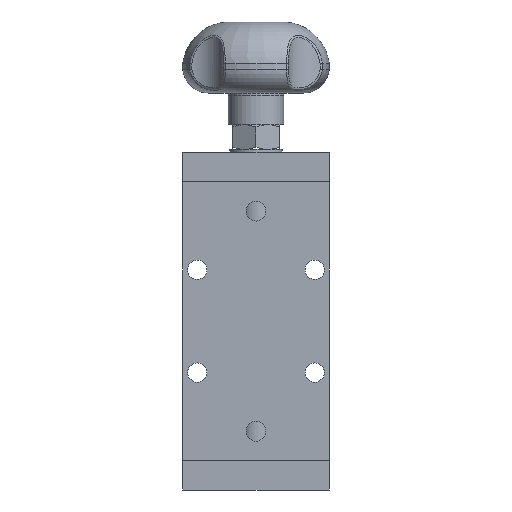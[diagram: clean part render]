
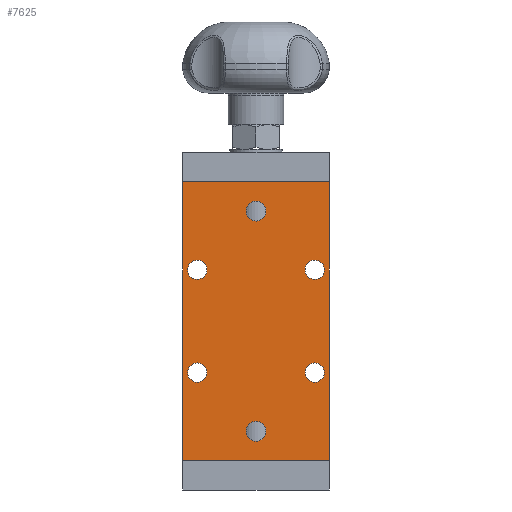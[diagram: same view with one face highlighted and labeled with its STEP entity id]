
A CAD part, front view. The second image highlights one B-rep face of the part: STEP entity #7625.
In plain terms, the highlighted planar face has unit normal (0, -1, 0).
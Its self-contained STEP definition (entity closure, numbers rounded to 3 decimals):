
#78 = CIRCLE ( 'NONE', #10310, 3.4 ) ;
#290 = LINE ( 'NONE', #6937, #14067 ) ;
#304 = AXIS2_PLACEMENT_3D ( 'NONE', #14193, #4264, #907 ) ;
#539 = CARTESIAN_POINT ( 'NONE',  ( 20., 0., 14.2 ) ) ;
#546 = VECTOR ( 'NONE', #14143, 1000. ) ;
#669 = DIRECTION ( 'NONE',  ( 0., 0., 1. ) ) ;
#682 = AXIS2_PLACEMENT_3D ( 'NONE', #12819, #11647, #12606 ) ;
#736 = VERTEX_POINT ( 'NONE', #13249 ) ;
#866 = PLANE ( 'NONE',  #5930 ) ;
#907 = DIRECTION ( 'NONE',  ( 0., 0., 1. ) ) ;
#933 = ORIENTED_EDGE ( 'NONE', *, *, #3405, .T. ) ;
#943 = CARTESIAN_POINT ( 'NONE',  ( -20., 0., 17.5 ) ) ;
#968 = VERTEX_POINT ( 'NONE', #539 ) ;
#989 = AXIS2_PLACEMENT_3D ( 'NONE', #4172, #3884, #12854 ) ;
#1023 = FACE_BOUND ( 'NONE', #10752, .T. ) ;
#1225 = LINE ( 'NONE', #3344, #13836 ) ;
#1341 = EDGE_LOOP ( 'NONE', ( #13213, #5738 ) ) ;
#1489 = CIRCLE ( 'NONE', #989, 3.3 ) ;
#1540 = VERTEX_POINT ( 'NONE', #11121 ) ;
#1570 = DIRECTION ( 'NONE',  ( 0., 0., 1. ) ) ;
#1721 = EDGE_CURVE ( 'NONE', #7897, #13731, #13532, .T. ) ;
#1841 = EDGE_LOOP ( 'NONE', ( #2484, #11010 ) ) ;
#1895 = VERTEX_POINT ( 'NONE', #13234 ) ;
#2028 = ORIENTED_EDGE ( 'NONE', *, *, #11393, .T. ) ;
#2484 = ORIENTED_EDGE ( 'NONE', *, *, #9254, .F. ) ;
#2549 = CIRCLE ( 'NONE', #682, 3.3 ) ;
#2884 = AXIS2_PLACEMENT_3D ( 'NONE', #943, #10051, #14306 ) ;
#3137 = AXIS2_PLACEMENT_3D ( 'NONE', #13692, #4648, #1570 ) ;
#3344 = CARTESIAN_POINT ( 'NONE',  ( 25., 0., 47.5 ) ) ;
#3372 = VERTEX_POINT ( 'NONE', #7210 ) ;
#3405 = EDGE_CURVE ( 'NONE', #968, #4529, #2549, .T. ) ;
#3534 = CARTESIAN_POINT ( 'NONE',  ( 0., 0., 34.1 ) ) ;
#3535 = CARTESIAN_POINT ( 'NONE',  ( 20., 0., -17.5 ) ) ;
#3583 = LINE ( 'NONE', #6944, #11479 ) ;
#3613 = DIRECTION ( 'NONE',  ( 0., 1., 0. ) ) ;
#3647 = EDGE_CURVE ( 'NONE', #7423, #736, #8399, .T. ) ;
#3884 = DIRECTION ( 'NONE',  ( 0., 1., 0. ) ) ;
#3946 = DIRECTION ( 'NONE',  ( 0., 0., -1. ) ) ;
#3960 = CARTESIAN_POINT ( 'NONE',  ( -20., 0., -17.5 ) ) ;
#4046 = AXIS2_PLACEMENT_3D ( 'NONE', #5984, #7952, #11223 ) ;
#4057 = ORIENTED_EDGE ( 'NONE', *, *, #12754, .T. ) ;
#4073 = EDGE_CURVE ( 'NONE', #14287, #1895, #4683, .T. ) ;
#4172 = CARTESIAN_POINT ( 'NONE',  ( -20., 0., 17.5 ) ) ;
#4213 = AXIS2_PLACEMENT_3D ( 'NONE', #3960, #5209, #7457 ) ;
#4264 = DIRECTION ( 'NONE',  ( 0., 1., 0. ) ) ;
#4304 = CARTESIAN_POINT ( 'NONE',  ( 25., 0., 47.5 ) ) ;
#4369 = FACE_BOUND ( 'NONE', #10003, .T. ) ;
#4400 = AXIS2_PLACEMENT_3D ( 'NONE', #8539, #10655, #9558 ) ;
#4444 = CARTESIAN_POINT ( 'NONE',  ( -25., 0., 47.5 ) ) ;
#4504 = CIRCLE ( 'NONE', #304, 3.3 ) ;
#4529 = VERTEX_POINT ( 'NONE', #5319 ) ;
#4627 = ORIENTED_EDGE ( 'NONE', *, *, #9099, .T. ) ;
#4648 = DIRECTION ( 'NONE',  ( 0., 1., 0. ) ) ;
#4683 = CIRCLE ( 'NONE', #4910, 3.4 ) ;
#4910 = AXIS2_PLACEMENT_3D ( 'NONE', #13945, #10718, #3946 ) ;
#5208 = CARTESIAN_POINT ( 'NONE',  ( -20., 0., -17.5 ) ) ;
#5209 = DIRECTION ( 'NONE',  ( 0., 1., 0. ) ) ;
#5220 = CIRCLE ( 'NONE', #4046, 3.4 ) ;
#5230 = VERTEX_POINT ( 'NONE', #9299 ) ;
#5319 = CARTESIAN_POINT ( 'NONE',  ( 20., 0., 20.8 ) ) ;
#5645 = ORIENTED_EDGE ( 'NONE', *, *, #4073, .F. ) ;
#5738 = ORIENTED_EDGE ( 'NONE', *, *, #12567, .T. ) ;
#5772 = EDGE_LOOP ( 'NONE', ( #4057, #14031, #13457, #9986 ) ) ;
#5774 = CARTESIAN_POINT ( 'NONE',  ( -20., 0., -14.2 ) ) ;
#5930 = AXIS2_PLACEMENT_3D ( 'NONE', #4444, #14155, #9909 ) ;
#5984 = CARTESIAN_POINT ( 'NONE',  ( 0., 0., 37.5 ) ) ;
#6030 = EDGE_LOOP ( 'NONE', ( #9786, #9603 ) ) ;
#6422 = FACE_BOUND ( 'NONE', #1841, .T. ) ;
#6641 = CIRCLE ( 'NONE', #3137, 3.3 ) ;
#6673 = ORIENTED_EDGE ( 'NONE', *, *, #7420, .F. ) ;
#6749 = CARTESIAN_POINT ( 'NONE',  ( 0., 0., -37.5 ) ) ;
#6937 = CARTESIAN_POINT ( 'NONE',  ( -25., 0., -47.5 ) ) ;
#6944 = CARTESIAN_POINT ( 'NONE',  ( -25., 0., 47.5 ) ) ;
#7210 = CARTESIAN_POINT ( 'NONE',  ( 25., 0., -47.5 ) ) ;
#7420 = EDGE_CURVE ( 'NONE', #1895, #14287, #5220, .T. ) ;
#7423 = VERTEX_POINT ( 'NONE', #5774 ) ;
#7457 = DIRECTION ( 'NONE',  ( 0., 0., 1. ) ) ;
#7625 = ADVANCED_FACE ( 'NONE', ( #13272, #4369, #11955, #14304, #6422, #1023, #7805 ), #866, .F. ) ;
#7645 = VERTEX_POINT ( 'NONE', #4304 ) ;
#7805 = FACE_OUTER_BOUND ( 'NONE', #5772, .T. ) ;
#7897 = VERTEX_POINT ( 'NONE', #10656 ) ;
#7952 = DIRECTION ( 'NONE',  ( 0., -1., 0. ) ) ;
#7966 = EDGE_CURVE ( 'NONE', #8302, #8698, #1489, .T. ) ;
#8059 = DIRECTION ( 'NONE',  ( 0., 0., 1. ) ) ;
#8302 = VERTEX_POINT ( 'NONE', #9401 ) ;
#8399 = CIRCLE ( 'NONE', #4213, 3.3 ) ;
#8409 = VERTEX_POINT ( 'NONE', #11077 ) ;
#8420 = EDGE_CURVE ( 'NONE', #8698, #8302, #9167, .T. ) ;
#8539 = CARTESIAN_POINT ( 'NONE',  ( 0., 0., -37.5 ) ) ;
#8698 = VERTEX_POINT ( 'NONE', #9523 ) ;
#9099 = EDGE_CURVE ( 'NONE', #13731, #7897, #4504, .T. ) ;
#9167 = CIRCLE ( 'NONE', #2884, 3.3 ) ;
#9254 = EDGE_CURVE ( 'NONE', #8409, #9265, #78, .T. ) ;
#9265 = VERTEX_POINT ( 'NONE', #12281 ) ;
#9299 = CARTESIAN_POINT ( 'NONE',  ( -25., 0., 47.5 ) ) ;
#9401 = CARTESIAN_POINT ( 'NONE',  ( -20., 0., 20.8 ) ) ;
#9523 = CARTESIAN_POINT ( 'NONE',  ( -20., 0., 14.2 ) ) ;
#9558 = DIRECTION ( 'NONE',  ( 0., 0., -1. ) ) ;
#9603 = ORIENTED_EDGE ( 'NONE', *, *, #8420, .T. ) ;
#9674 = CARTESIAN_POINT ( 'NONE',  ( -25., 0., 47.5 ) ) ;
#9786 = ORIENTED_EDGE ( 'NONE', *, *, #7966, .T. ) ;
#9909 = DIRECTION ( 'NONE',  ( 0., 0., 1. ) ) ;
#9986 = ORIENTED_EDGE ( 'NONE', *, *, #10166, .T. ) ;
#10003 = EDGE_LOOP ( 'NONE', ( #2028, #933 ) ) ;
#10051 = DIRECTION ( 'NONE',  ( 0., 1., 0. ) ) ;
#10089 = DIRECTION ( 'NONE',  ( 0., 0., -1. ) ) ;
#10166 = EDGE_CURVE ( 'NONE', #5230, #1540, #3583, .T. ) ;
#10310 = AXIS2_PLACEMENT_3D ( 'NONE', #6749, #11179, #10089 ) ;
#10381 = EDGE_CURVE ( 'NONE', #5230, #7645, #11649, .T. ) ;
#10655 = DIRECTION ( 'NONE',  ( 0., -1., 0. ) ) ;
#10656 = CARTESIAN_POINT ( 'NONE',  ( 20., 0., -14.2 ) ) ;
#10674 = EDGE_LOOP ( 'NONE', ( #13600, #4627 ) ) ;
#10718 = DIRECTION ( 'NONE',  ( 0., -1., 0. ) ) ;
#10752 = EDGE_LOOP ( 'NONE', ( #5645, #6673 ) ) ;
#10799 = CIRCLE ( 'NONE', #13593, 3.3 ) ;
#11010 = ORIENTED_EDGE ( 'NONE', *, *, #13953, .F. ) ;
#11077 = CARTESIAN_POINT ( 'NONE',  ( 0., 0., -40.9 ) ) ;
#11121 = CARTESIAN_POINT ( 'NONE',  ( -25., 0., -47.5 ) ) ;
#11179 = DIRECTION ( 'NONE',  ( 0., -1., 0. ) ) ;
#11223 = DIRECTION ( 'NONE',  ( 0., 0., -1. ) ) ;
#11375 = DIRECTION ( 'NONE',  ( 0., 0., -1. ) ) ;
#11378 = CIRCLE ( 'NONE', #4400, 3.4 ) ;
#11393 = EDGE_CURVE ( 'NONE', #4529, #968, #6641, .T. ) ;
#11479 = VECTOR ( 'NONE', #11375, 1000. ) ;
#11647 = DIRECTION ( 'NONE',  ( 0., 1., 0. ) ) ;
#11649 = LINE ( 'NONE', #9674, #546 ) ;
#11888 = AXIS2_PLACEMENT_3D ( 'NONE', #3535, #3613, #8059 ) ;
#11955 = FACE_BOUND ( 'NONE', #10674, .T. ) ;
#12185 = DIRECTION ( 'NONE',  ( 1., 0., 0. ) ) ;
#12243 = DIRECTION ( 'NONE',  ( 0., 0., -1. ) ) ;
#12281 = CARTESIAN_POINT ( 'NONE',  ( 0., 0., -34.1 ) ) ;
#12567 = EDGE_CURVE ( 'NONE', #736, #7423, #10799, .T. ) ;
#12606 = DIRECTION ( 'NONE',  ( 0., 0., 1. ) ) ;
#12754 = EDGE_CURVE ( 'NONE', #1540, #3372, #290, .T. ) ;
#12819 = CARTESIAN_POINT ( 'NONE',  ( 20., 0., 17.5 ) ) ;
#12854 = DIRECTION ( 'NONE',  ( 0., 0., 1. ) ) ;
#12998 = DIRECTION ( 'NONE',  ( 0., 1., 0. ) ) ;
#13057 = EDGE_CURVE ( 'NONE', #7645, #3372, #1225, .T. ) ;
#13213 = ORIENTED_EDGE ( 'NONE', *, *, #3647, .T. ) ;
#13234 = CARTESIAN_POINT ( 'NONE',  ( 0., 0., 40.9 ) ) ;
#13249 = CARTESIAN_POINT ( 'NONE',  ( -20., 0., -20.8 ) ) ;
#13272 = FACE_BOUND ( 'NONE', #1341, .T. ) ;
#13457 = ORIENTED_EDGE ( 'NONE', *, *, #10381, .F. ) ;
#13532 = CIRCLE ( 'NONE', #11888, 3.3 ) ;
#13593 = AXIS2_PLACEMENT_3D ( 'NONE', #5208, #12998, #669 ) ;
#13600 = ORIENTED_EDGE ( 'NONE', *, *, #1721, .T. ) ;
#13692 = CARTESIAN_POINT ( 'NONE',  ( 20., 0., 17.5 ) ) ;
#13731 = VERTEX_POINT ( 'NONE', #14039 ) ;
#13836 = VECTOR ( 'NONE', #12243, 1000. ) ;
#13945 = CARTESIAN_POINT ( 'NONE',  ( 0., 0., 37.5 ) ) ;
#13953 = EDGE_CURVE ( 'NONE', #9265, #8409, #11378, .T. ) ;
#14031 = ORIENTED_EDGE ( 'NONE', *, *, #13057, .F. ) ;
#14039 = CARTESIAN_POINT ( 'NONE',  ( 20., 0., -20.8 ) ) ;
#14067 = VECTOR ( 'NONE', #12185, 1000. ) ;
#14143 = DIRECTION ( 'NONE',  ( 1., 0., 0. ) ) ;
#14155 = DIRECTION ( 'NONE',  ( 0., 1., 0. ) ) ;
#14193 = CARTESIAN_POINT ( 'NONE',  ( 20., 0., -17.5 ) ) ;
#14287 = VERTEX_POINT ( 'NONE', #3534 ) ;
#14304 = FACE_BOUND ( 'NONE', #6030, .T. ) ;
#14306 = DIRECTION ( 'NONE',  ( 0., 0., 1. ) ) ;
